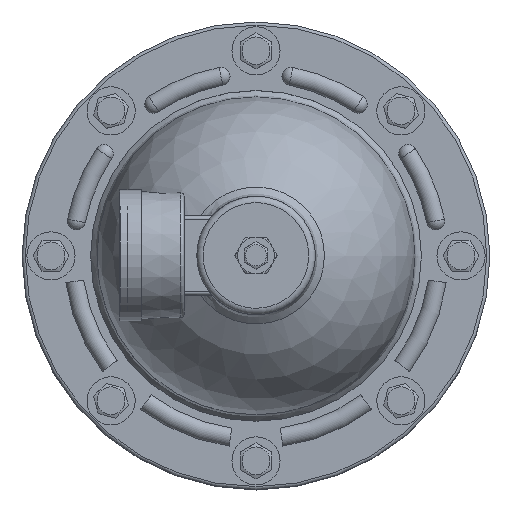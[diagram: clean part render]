
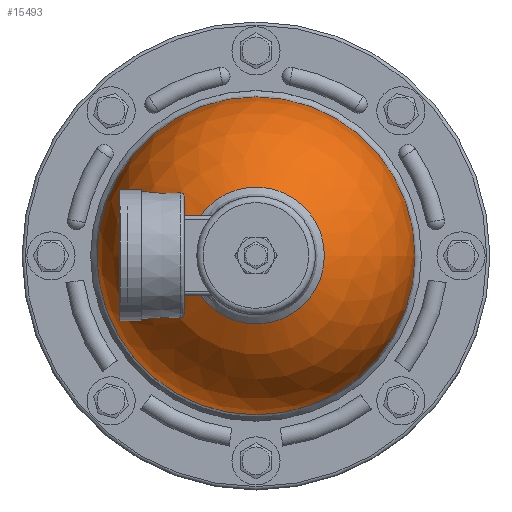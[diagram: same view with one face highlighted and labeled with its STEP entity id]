
A CAD part, top view. The second image highlights one B-rep face of the part: STEP entity #15493.
In plain terms, the highlighted spherical face has radius 62.865 mm.
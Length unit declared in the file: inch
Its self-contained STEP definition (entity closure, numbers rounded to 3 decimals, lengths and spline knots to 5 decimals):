
#13491=CARTESIAN_POINT('',(9.32963,-25.38093,1.97335));
#13492=VERTEX_POINT('',#13491);
#13493=CARTESIAN_POINT('',(6.85463,-25.38093,1.97335));
#13494=DIRECTION('',(0.0,0.0,1.0));
#13495=DIRECTION('',(-1.0,0.0,0.0));
#13496=AXIS2_PLACEMENT_3D('',#13493,#13494,#13495);
#13497=CIRCLE('',#13496,2.475);
#13498=EDGE_CURVE('',#13492,#13492,#13497,.T.);
#15252=CARTESIAN_POINT('',(5.987,-24.76343,4.20752));
#15253=VERTEX_POINT('',#15252);
#15271=CARTESIAN_POINT('',(5.47213,-24.76343,3.93115));
#15272=VERTEX_POINT('',#15271);
#15273=CARTESIAN_POINT('',(6.85463,-24.76343,1.97335));
#15274=DIRECTION('',(0.0,1.0,0.0));
#15275=DIRECTION('',(0.0,0.0,-1.0));
#15276=AXIS2_PLACEMENT_3D('',#15273,#15274,#15275);
#15277=CIRCLE('',#15276,2.39673);
#15278=EDGE_CURVE('',#15272,#15253,#15277,.T.);
#15320=CARTESIAN_POINT('',(4.85463,-25.38093,3.4313));
#15321=VERTEX_POINT('',#15320);
#15322=CARTESIAN_POINT('',(5.47213,-25.99843,3.93115));
#15323=VERTEX_POINT('',#15322);
#15324=CARTESIAN_POINT('',(4.85463,-25.38093,3.4313));
#15325=CARTESIAN_POINT('',(4.85463,-25.42276,3.4313));
#15326=CARTESIAN_POINT('',(4.85894,-25.4651,3.43541));
#15327=CARTESIAN_POINT('',(4.87605,-25.54759,3.4515));
#15328=CARTESIAN_POINT('',(4.88884,-25.58774,3.46346));
#15329=CARTESIAN_POINT('',(4.9377,-25.70103,3.50835));
#15330=CARTESIAN_POINT('',(4.98483,-25.76691,3.55053));
#15331=CARTESIAN_POINT('',(5.09328,-25.87536,3.64306));
#15332=CARTESIAN_POINT('',(5.16461,-25.92283,3.70144));
#15333=CARTESIAN_POINT('',(5.31635,-25.98384,3.81878));
#15334=CARTESIAN_POINT('',(5.3964,-25.99843,3.87768));
#15335=CARTESIAN_POINT('',(5.47213,-25.99843,3.93115));
#15336=B_SPLINE_CURVE_WITH_KNOTS('',3,(#15324,#15325,#15326,#15327,#15328,#15329,#15330,#15331,#15332,#15333,#15334,#15335),.UNSPECIFIED.,.F.,.U.,(4,2,2,2,2,4),(-4.07605,-3.75727,-3.43849,-2.80093,-2.07354,-1.37072),.UNSPECIFIED.);
#15337=EDGE_CURVE('',#15321,#15323,#15336,.T.);
#15347=CARTESIAN_POINT('',(4.85463,-25.38093,3.4313));
#15348=CARTESIAN_POINT('',(4.85463,-25.33909,3.4313));
#15349=CARTESIAN_POINT('',(4.85894,-25.29676,3.43541));
#15350=CARTESIAN_POINT('',(4.87605,-25.21427,3.4515));
#15351=CARTESIAN_POINT('',(4.88884,-25.17411,3.46346));
#15352=CARTESIAN_POINT('',(4.9377,-25.06083,3.50835));
#15353=CARTESIAN_POINT('',(4.98483,-24.99495,3.55053));
#15354=CARTESIAN_POINT('',(5.09328,-24.88649,3.64306));
#15355=CARTESIAN_POINT('',(5.16461,-24.83903,3.70144));
#15356=CARTESIAN_POINT('',(5.31635,-24.77802,3.81878));
#15357=CARTESIAN_POINT('',(5.3964,-24.76343,3.87768));
#15358=CARTESIAN_POINT('',(5.47213,-24.76343,3.93115));
#15359=B_SPLINE_CURVE_WITH_KNOTS('',3,(#15347,#15348,#15349,#15350,#15351,#15352,#15353,#15354,#15355,#15356,#15357,#15358),.UNSPECIFIED.,.F.,.U.,(4,2,2,2,2,4),(4.07605,4.39483,4.71361,5.35117,6.07857,6.78139),.UNSPECIFIED.);
#15360=EDGE_CURVE('',#15321,#15272,#15359,.T.);
#15442=CARTESIAN_POINT('',(5.987,-25.99843,4.20752));
#15443=VERTEX_POINT('',#15442);
#15444=CARTESIAN_POINT('',(6.85463,-25.99843,1.97335));
#15445=DIRECTION('',(0.0,1.0,0.0));
#15446=DIRECTION('',(0.0,0.0,-1.0));
#15447=AXIS2_PLACEMENT_3D('',#15444,#15445,#15446);
#15448=CIRCLE('',#15447,2.39673);
#15449=EDGE_CURVE('',#15323,#15443,#15448,.T.);
#15472=CARTESIAN_POINT('',(6.85463,-25.38093,1.97335));
#15473=DIRECTION('',(0.0,0.0,1.0));
#15474=DIRECTION('',(1.0,0.0,0.0));
#15475=AXIS2_PLACEMENT_3D('',#15472,#15473,#15474);
#15476=SPHERICAL_SURFACE('',#15475,2.475);
#15477=ORIENTED_EDGE('',*,*,#13498,.T.);
#15478=EDGE_LOOP('',(#15477));
#15479=FACE_OUTER_BOUND('',#15478,.T.);
#15480=ORIENTED_EDGE('',*,*,#15360,.T.);
#15481=ORIENTED_EDGE('',*,*,#15278,.T.);
#15482=CARTESIAN_POINT('',(6.85463,-25.38093,4.20752));
#15483=DIRECTION('',(0.0,0.0,1.0));
#15484=DIRECTION('',(-1.0,0.0,0.0));
#15485=AXIS2_PLACEMENT_3D('',#15482,#15483,#15484);
#15486=CIRCLE('',#15485,1.06493);
#15487=EDGE_CURVE('',#15443,#15253,#15486,.T.);
#15488=ORIENTED_EDGE('',*,*,#15487,.F.);
#15489=ORIENTED_EDGE('',*,*,#15449,.F.);
#15490=ORIENTED_EDGE('',*,*,#15337,.F.);
#15491=EDGE_LOOP('',(#15480,#15481,#15488,#15489,#15490));
#15492=FACE_BOUND('',#15491,.T.);
#15493=ADVANCED_FACE('',(#15479,#15492),#15476,.T.);
